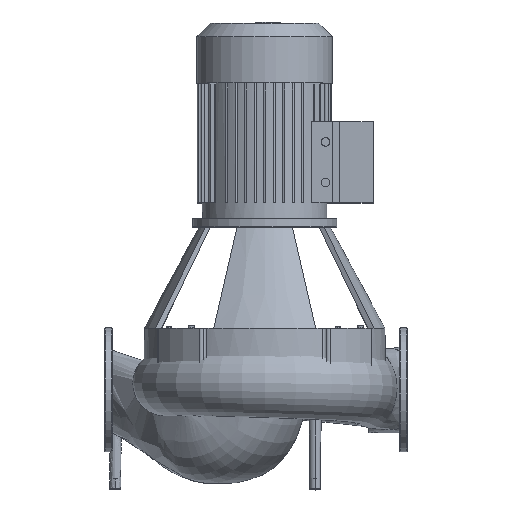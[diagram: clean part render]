
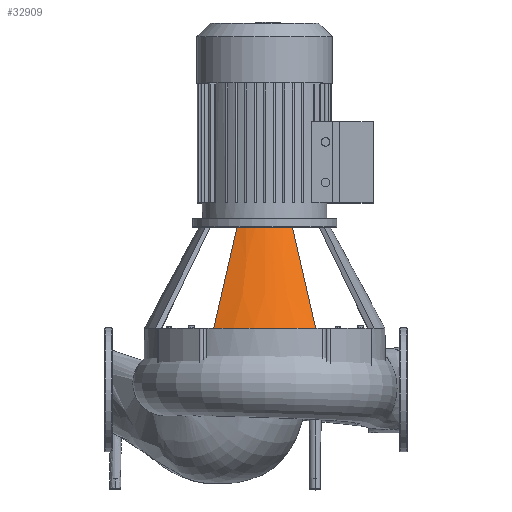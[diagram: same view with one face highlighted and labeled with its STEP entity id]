
A CAD part, top view. The second image highlights one B-rep face of the part: STEP entity #32909.
In plain terms, the highlighted free-form (B-spline) face has degree [3, 3] with [12, 4] control points.
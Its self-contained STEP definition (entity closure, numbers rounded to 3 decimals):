
#32506=CARTESIAN_POINT('',(306.185,374.0,436.852));
#32507=VERTEX_POINT('',#32506);
#32508=CARTESIAN_POINT('',(433.815,374.0,436.852));
#32509=VERTEX_POINT('',#32508);
#32510=CARTESIAN_POINT('',(306.185,374.0,436.852));
#32511=CARTESIAN_POINT('',(316.137,374.0,441.493));
#32512=CARTESIAN_POINT('',(326.597,374.0,445.044));
#32513=CARTESIAN_POINT('',(348.038,374.0,449.797));
#32514=CARTESIAN_POINT('',(359.019,374.0,451.0));
#32515=CARTESIAN_POINT('',(375.491,374.0,451.0));
#32516=CARTESIAN_POINT('',(380.981,374.0,450.7));
#32517=CARTESIAN_POINT('',(391.897,374.0,449.505));
#32518=CARTESIAN_POINT('',(397.322,374.0,448.609));
#32519=CARTESIAN_POINT('',(413.403,374.0,445.044));
#32520=CARTESIAN_POINT('',(423.863,374.0,441.493));
#32521=CARTESIAN_POINT('',(433.815,374.0,436.852));
#32522=B_SPLINE_CURVE_WITH_KNOTS('',3,(#32510,#32511,#32512,#32513,#32514,#32515,#32516,#32517,#32518,#32519,#32520,#32521),.UNSPECIFIED.,.F.,.U.,(4,2,2,2,2,4),(0.0,0.25,0.5,0.625,0.75,1.0),.UNSPECIFIED.);
#32523=EDGE_CURVE('',#32507,#32509,#32522,.T.);
#32834=CARTESIAN_POINT('',(433.815,374.0,436.852));
#32835=CARTESIAN_POINT('',(423.863,374.0,441.493));
#32836=CARTESIAN_POINT('',(413.403,374.0,445.044));
#32837=CARTESIAN_POINT('',(397.322,374.0,448.609));
#32838=CARTESIAN_POINT('',(391.897,374.0,449.505));
#32839=CARTESIAN_POINT('',(380.981,374.0,450.7));
#32840=CARTESIAN_POINT('',(375.491,374.0,451.0));
#32841=CARTESIAN_POINT('',(359.019,374.0,451.0));
#32842=CARTESIAN_POINT('',(348.038,374.0,449.797));
#32843=CARTESIAN_POINT('',(326.597,374.0,445.044));
#32844=CARTESIAN_POINT('',(316.137,374.0,441.493));
#32845=CARTESIAN_POINT('',(306.185,374.0,436.852));
#32846=CARTESIAN_POINT('',(451.706,296.217,475.22));
#32847=CARTESIAN_POINT('',(438.964,296.217,481.161));
#32848=CARTESIAN_POINT('',(425.571,296.217,485.708));
#32849=CARTESIAN_POINT('',(404.982,296.217,490.272));
#32850=CARTESIAN_POINT('',(398.036,296.217,491.419));
#32851=CARTESIAN_POINT('',(384.06,296.217,492.95));
#32852=CARTESIAN_POINT('',(377.03,296.217,493.333));
#32853=CARTESIAN_POINT('',(355.94,296.217,493.333));
#32854=CARTESIAN_POINT('',(341.881,296.217,491.794));
#32855=CARTESIAN_POINT('',(314.429,296.217,485.708));
#32856=CARTESIAN_POINT('',(301.036,296.217,481.161));
#32857=CARTESIAN_POINT('',(288.294,296.217,475.22));
#32858=CARTESIAN_POINT('',(469.597,218.433,513.587));
#32859=CARTESIAN_POINT('',(454.065,218.433,520.829));
#32860=CARTESIAN_POINT('',(437.74,218.433,526.371));
#32861=CARTESIAN_POINT('',(412.642,218.433,531.935));
#32862=CARTESIAN_POINT('',(404.174,218.433,533.333));
#32863=CARTESIAN_POINT('',(387.138,218.433,535.199));
#32864=CARTESIAN_POINT('',(378.569,218.433,535.667));
#32865=CARTESIAN_POINT('',(352.862,218.433,535.667));
#32866=CARTESIAN_POINT('',(335.724,218.433,533.79));
#32867=CARTESIAN_POINT('',(302.26,218.433,526.371));
#32868=CARTESIAN_POINT('',(285.935,218.433,520.829));
#32869=CARTESIAN_POINT('',(270.403,218.433,513.587));
#32870=CARTESIAN_POINT('',(487.488,140.65,551.954));
#32871=CARTESIAN_POINT('',(469.165,140.65,560.498));
#32872=CARTESIAN_POINT('',(449.908,140.65,567.035));
#32873=CARTESIAN_POINT('',(420.301,140.65,573.598));
#32874=CARTESIAN_POINT('',(410.313,140.65,575.247));
#32875=CARTESIAN_POINT('',(390.217,140.65,577.448));
#32876=CARTESIAN_POINT('',(380.108,140.65,578.0));
#32877=CARTESIAN_POINT('',(349.783,140.65,578.0));
#32878=CARTESIAN_POINT('',(329.567,140.65,575.786));
#32879=CARTESIAN_POINT('',(290.092,140.65,567.035));
#32880=CARTESIAN_POINT('',(270.835,140.65,560.498));
#32881=CARTESIAN_POINT('',(252.512,140.65,551.954));
#32882=B_SPLINE_SURFACE_WITH_KNOTS('',3,3,((#32834,#32846,#32858,#32870),(#32835,#32847,#32859,#32871),(#32836,#32848,#32860,#32872),(#32837,#32849,#32861,#32873),(#32838,#32850,#32862,#32874),(#32839,#32851,#32863,#32875),(#32840,#32852,#32864,#32876),(#32841,#32853,#32865,#32877),(#32842,#32854,#32866,#32878),(#32843,#32855,#32867,#32879),(#32844,#32856,#32868,#32880),(#32845,#32857,#32869,#32881)),.UNSPECIFIED.,.F.,.F.,.U.,(4,2,2,2,2,4),(4,4),(0.0,0.25,0.375,0.5,0.75,1.0),(0.0,1.0),.UNSPECIFIED.);
#32883=ORIENTED_EDGE('',*,*,#32523,.F.);
#32884=CARTESIAN_POINT('',(252.512,140.65,551.954));
#32885=VERTEX_POINT('',#32884);
#32886=CARTESIAN_POINT('',(306.185,374.0,436.852));
#32887=DIRECTION('',(-0.202,-0.878,0.433));
#32888=VECTOR('',#32887,265.671);
#32889=LINE('',#32886,#32888);
#32890=EDGE_CURVE('',#32507,#32885,#32889,.T.);
#32891=ORIENTED_EDGE('',*,*,#32890,.T.);
#32892=CARTESIAN_POINT('',(487.488,140.65,551.954));
#32893=VERTEX_POINT('',#32892);
#32894=CARTESIAN_POINT('',(370.0,140.65,300.0));
#32895=DIRECTION('',(0.0,-1.0,0.0));
#32896=DIRECTION('',(1.0,0.0,0.0));
#32897=AXIS2_PLACEMENT_3D('',#32894,#32895,#32896);
#32898=CIRCLE('',#32897,278.0);
#32899=EDGE_CURVE('',#32893,#32885,#32898,.T.);
#32900=ORIENTED_EDGE('',*,*,#32899,.F.);
#32901=CARTESIAN_POINT('',(433.815,374.0,436.852));
#32902=DIRECTION('',(0.202,-0.878,0.433));
#32903=VECTOR('',#32902,265.671);
#32904=LINE('',#32901,#32903);
#32905=EDGE_CURVE('',#32509,#32893,#32904,.T.);
#32906=ORIENTED_EDGE('',*,*,#32905,.F.);
#32907=EDGE_LOOP('',(#32883,#32891,#32900,#32906));
#32908=FACE_OUTER_BOUND('',#32907,.T.);
#32909=ADVANCED_FACE('',(#32908),#32882,.T.);
